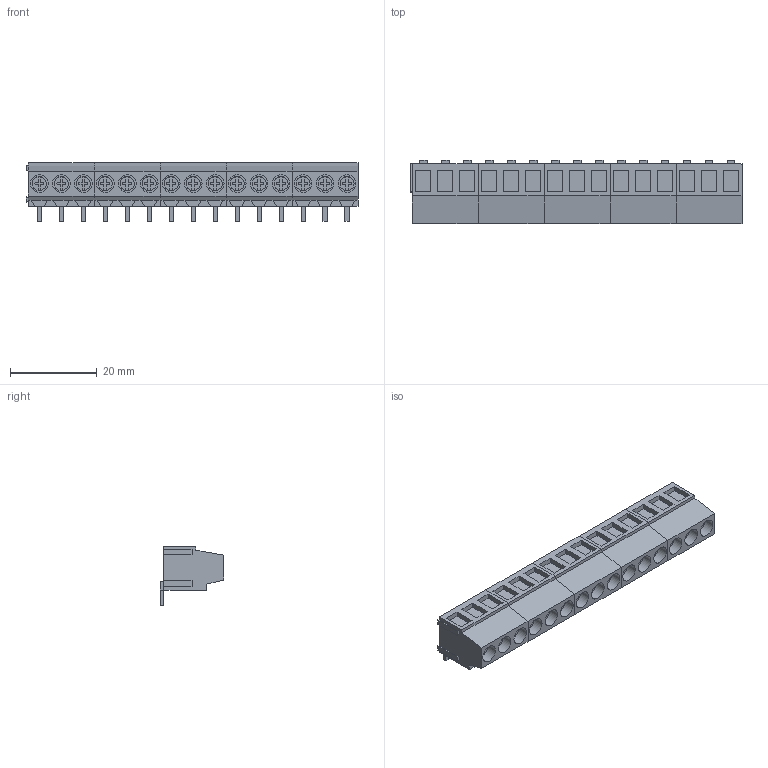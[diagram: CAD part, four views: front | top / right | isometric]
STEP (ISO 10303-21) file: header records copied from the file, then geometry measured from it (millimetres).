
FILE_DESCRIPTION(('CATIA V5 STEP Exchange','CAx-IF Rec.Pracs.--- Model Styling and Organization---1.2---2011-12-15'),'2;1');
FILE_NAME ('D1465187_0_9995080000_9995080000.stp','2018-03-31T10:37:32+00:00',('none'),('Weidmueller'),'CATIA Version 5-6 Release 2014','CATIA V5 STEP AP214','none');
FILE_SCHEMA(('AUTOMOTIVE_DESIGN { 1 0 10303 214 1 1 1 1 }'));
Length unit declared in the file: millimetre
Products named in the file (1): 9995080000
Bounding box: 76.75 x 14.6 x 13.5 mm (x, y, z)
Volume: 7267.7 mm3; surface area: 8305.6 mm2
Topology: 35 solids, 35 shells, 1060 faces, 2805 edges, 1860 vertices
Faces by surface type: plane 970, cylinder 90
Entity records: 32137 total; most frequent: CARTESIAN_POINT 6456, ORIENTED_EDGE 5610, DIRECTION 4276, EDGE_CURVE 2805, VECTOR 2565, LINE 2565, VERTEX_POINT 1860, EDGE_LOOP 1105
